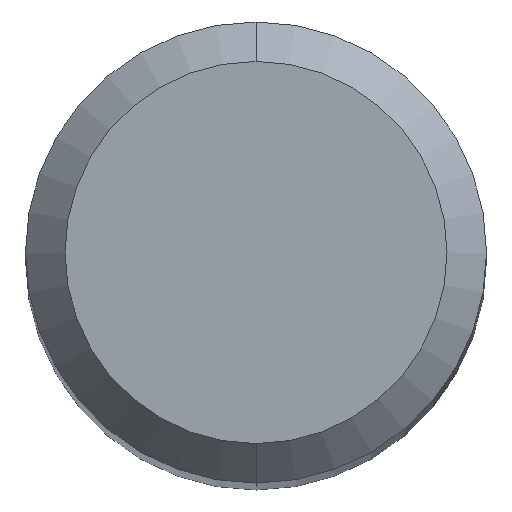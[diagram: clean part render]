
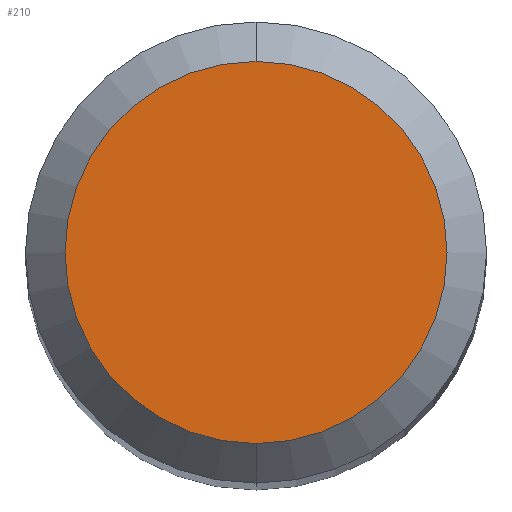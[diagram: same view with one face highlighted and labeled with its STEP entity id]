
A CAD part, top view. The second image highlights one B-rep face of the part: STEP entity #210.
In plain terms, the highlighted planar face has unit normal (0, 0, 1).
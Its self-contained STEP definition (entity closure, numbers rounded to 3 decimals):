
#128=EDGE_CURVE('',#270,#140,#334,.T.);
#140=VERTEX_POINT('',#347);
#210=ADVANCED_FACE('',(#429),#430,.T.);
#226=EDGE_CURVE('',#140,#270,#447,.T.);
#270=VERTEX_POINT('',#496);
#334=CIRCLE('',#556,1.45);
#347=CARTESIAN_POINT('',(0.0,1.45,29.21));
#429=FACE_OUTER_BOUND('',#678,.T.);
#430=PLANE('',#679);
#447=CIRCLE('',#703,1.45);
#496=CARTESIAN_POINT('',(0.,-1.45,29.21));
#556=AXIS2_PLACEMENT_3D('',#832,#833,#834);
#678=EDGE_LOOP('',(#963,#964));
#679=AXIS2_PLACEMENT_3D('',#965,#966,#967);
#703=AXIS2_PLACEMENT_3D('',#979,#980,#981);
#832=CARTESIAN_POINT('',(0.0,0.0,29.21));
#833=DIRECTION('',(0.0,0.0,-1.0));
#834=DIRECTION('',(0.0,1.0,0.0));
#963=ORIENTED_EDGE('',*,*,#226,.F.);
#964=ORIENTED_EDGE('',*,*,#128,.F.);
#965=CARTESIAN_POINT('',(0.0,0.725,29.21));
#966=DIRECTION('',(-0.0,0.0,1.0));
#967=DIRECTION('',(0.0,-1.0,0.0));
#979=CARTESIAN_POINT('',(0.0,0.0,29.21));
#980=DIRECTION('',(0.0,0.0,-1.0));
#981=DIRECTION('',(0.0,1.0,0.0));
